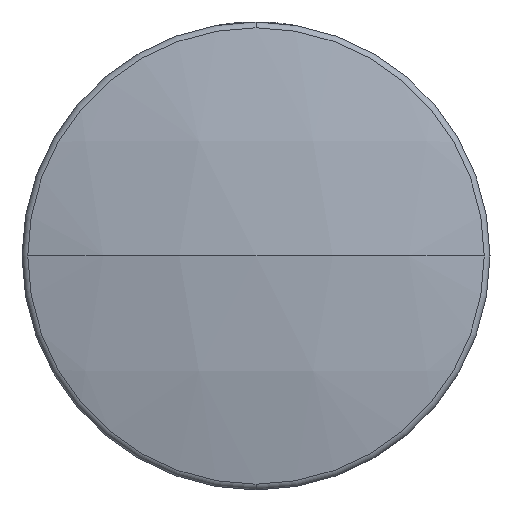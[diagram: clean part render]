
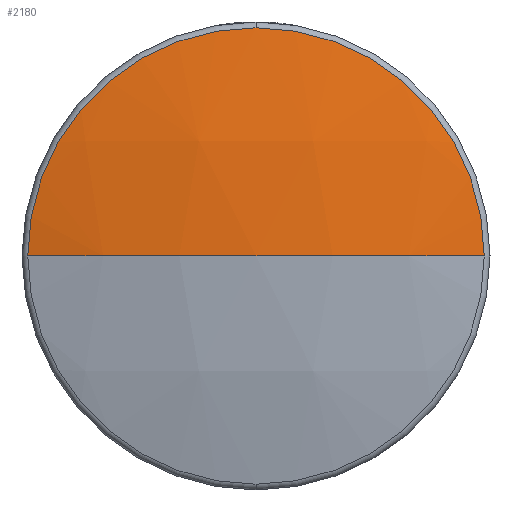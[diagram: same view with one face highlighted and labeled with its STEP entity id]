
A CAD part, left-side view. The second image highlights one B-rep face of the part: STEP entity #2180.
In plain terms, the highlighted spherical face has radius 105.667 mm.
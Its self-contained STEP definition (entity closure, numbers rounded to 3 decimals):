
#1 = CARTESIAN_POINT ( 'NONE',  ( 105.667, 0., 0. ) ) ;
#90 = VERTEX_POINT ( 'NONE', #3504 ) ;
#225 = CARTESIAN_POINT ( 'NONE',  ( 2.852, 24.385, 0. ) ) ;
#466 = ORIENTED_EDGE ( 'NONE', *, *, #625, .T. ) ;
#623 = CIRCLE ( 'NONE', #1977, 24.385 ) ;
#625 = EDGE_CURVE ( 'NONE', #90, #1052, #2199, .T. ) ;
#666 = AXIS2_PLACEMENT_3D ( 'NONE', #1, #806, #2492 ) ;
#683 = CARTESIAN_POINT ( 'NONE',  ( 2.852, 0., 0. ) ) ;
#718 = DIRECTION ( 'NONE',  ( 0., 0., 1. ) ) ;
#787 = SPHERICAL_SURFACE ( 'NONE', #1863, 105.667 ) ;
#806 = DIRECTION ( 'NONE',  ( 0., 0., -1. ) ) ;
#940 = DIRECTION ( 'NONE',  ( 0., 0., -1. ) ) ;
#1052 = VERTEX_POINT ( 'NONE', #2787 ) ;
#1138 = VERTEX_POINT ( 'NONE', #225 ) ;
#1366 = DIRECTION ( 'NONE',  ( 0., 0., -1. ) ) ;
#1435 = CARTESIAN_POINT ( 'NONE',  ( 2.852, 0., 0. ) ) ;
#1641 = EDGE_LOOP ( 'NONE', ( #2016, #466, #3184, #1846 ) ) ;
#1786 = EDGE_CURVE ( 'NONE', #1052, #2689, #3576, .T. ) ;
#1846 = ORIENTED_EDGE ( 'NONE', *, *, #3395, .T. ) ;
#1860 = DIRECTION ( 'NONE',  ( -1., 0., 0. ) ) ;
#1863 = AXIS2_PLACEMENT_3D ( 'NONE', #1918, #718, #3056 ) ;
#1918 = CARTESIAN_POINT ( 'NONE',  ( 105.667, 0., 0. ) ) ;
#1977 = AXIS2_PLACEMENT_3D ( 'NONE', #683, #1860, #940 ) ;
#1998 = CARTESIAN_POINT ( 'NONE',  ( 2.852, 0., 24.385 ) ) ;
#2016 = ORIENTED_EDGE ( 'NONE', *, *, #2748, .F. ) ;
#2173 = DIRECTION ( 'NONE',  ( 0., 0., 1. ) ) ;
#2180 = ADVANCED_FACE ( 'NONE', ( #2196 ), #787, .T. ) ;
#2196 = FACE_OUTER_BOUND ( 'NONE', #1641, .T. ) ;
#2199 = CIRCLE ( 'NONE', #3564, 105.667 ) ;
#2442 = CIRCLE ( 'NONE', #666, 105.667 ) ;
#2492 = DIRECTION ( 'NONE',  ( -1., 0., 0. ) ) ;
#2689 = VERTEX_POINT ( 'NONE', #1998 ) ;
#2748 = EDGE_CURVE ( 'NONE', #90, #1138, #2442, .T. ) ;
#2787 = CARTESIAN_POINT ( 'NONE',  ( 2.852, -24.385, 0. ) ) ;
#3026 = CARTESIAN_POINT ( 'NONE',  ( 105.667, 0., 0. ) ) ;
#3045 = DIRECTION ( 'NONE',  ( -1., 0., 0. ) ) ;
#3056 = DIRECTION ( 'NONE',  ( 0., 1., 0. ) ) ;
#3109 = AXIS2_PLACEMENT_3D ( 'NONE', #1435, #3045, #1366 ) ;
#3184 = ORIENTED_EDGE ( 'NONE', *, *, #1786, .T. ) ;
#3309 = DIRECTION ( 'NONE',  ( 0., -1., 0. ) ) ;
#3395 = EDGE_CURVE ( 'NONE', #2689, #1138, #623, .T. ) ;
#3504 = CARTESIAN_POINT ( 'NONE',  ( 0., 0., 0. ) ) ;
#3564 = AXIS2_PLACEMENT_3D ( 'NONE', #3026, #2173, #3309 ) ;
#3576 = CIRCLE ( 'NONE', #3109, 24.385 ) ;
